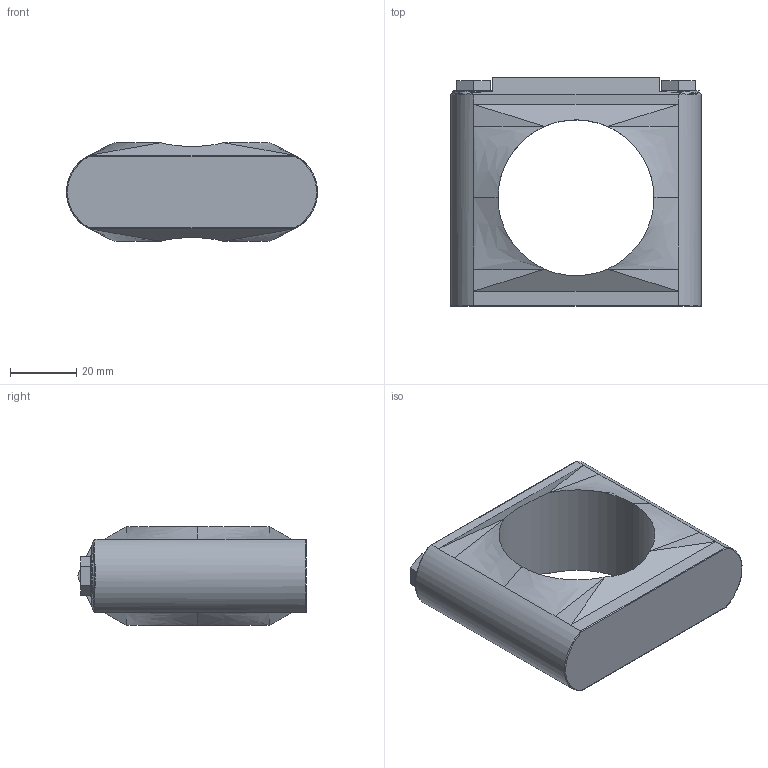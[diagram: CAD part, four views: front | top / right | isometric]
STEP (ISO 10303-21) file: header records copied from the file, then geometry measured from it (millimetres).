
FILE_DESCRIPTION (( 'STEP AP214' ), '1' );
FILE_NAME ('CSDW1.25P304ZP.STEP', '2023-05-26T07:28:17', ( '' ), ( '' ), 'SwSTEP 2.0', 'SolidWorks 2018', '' );
FILE_SCHEMA (( 'AUTOMOTIVE_DESIGN' ));
Length unit declared in the file: inch
Products named in the file (1): CSDW1.25P304ZP
Bounding box: 75.94 x 69.29 x 29.85 mm (x, y, z)
Volume: 73328.7 mm3; surface area: 16286.4 mm2
Topology: 1 solids, 1 shells, 80 faces, 220 edges, 142 vertices
Faces by surface type: plane 41, bspline 24, cylinder 12, torus 3
Entity records: 3535 total; most frequent: CARTESIAN_POINT 1757, ORIENTED_EDGE 440, DIRECTION 255, EDGE_CURVE 220, VERTEX_POINT 142, LINE 103, VECTOR 103, EDGE_LOOP 82
